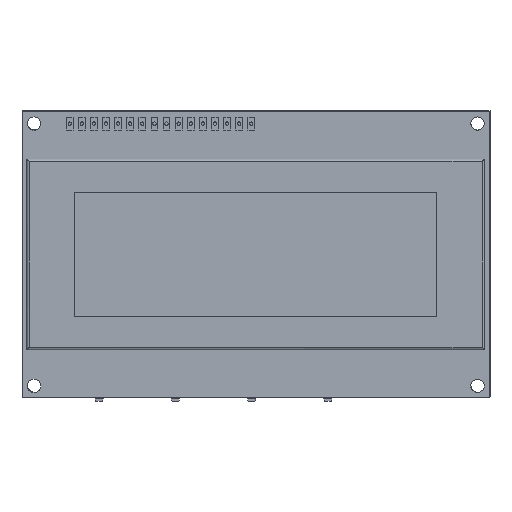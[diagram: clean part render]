
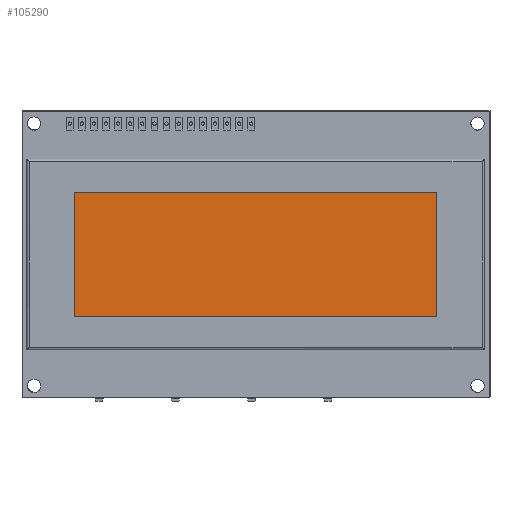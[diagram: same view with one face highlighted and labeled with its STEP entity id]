
A CAD part, top view. The second image highlights one B-rep face of the part: STEP entity #105290.
In plain terms, the highlighted planar face has unit normal (0, 0, 1).
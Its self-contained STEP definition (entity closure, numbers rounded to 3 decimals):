
#105199 = VERTEX_POINT('',#105200);
#105200 = CARTESIAN_POINT('',(-38.166,-13.151,19.8)
  );
#105208 = VERTEX_POINT('',#105209);
#105209 = CARTESIAN_POINT('',(37.834,-13.151,19.8)
  );
#105215 = EDGE_CURVE('',#105199,#105208,#105216,.T.);
#105216 = LINE('',#105217,#105218);
#105217 = CARTESIAN_POINT('',(-38.166,-13.151,19.8)
  );
#105218 = VECTOR('',#105219,1.);
#105219 = DIRECTION('',(1.,0.,0.));
#105232 = VERTEX_POINT('',#105233);
#105233 = CARTESIAN_POINT('',(37.834,12.849,19.8)
  );
#105239 = EDGE_CURVE('',#105208,#105232,#105240,.T.);
#105240 = LINE('',#105241,#105242);
#105241 = CARTESIAN_POINT('',(37.834,-13.151,19.8)
  );
#105242 = VECTOR('',#105243,1.);
#105243 = DIRECTION('',(0.,1.,0.));
#105256 = VERTEX_POINT('',#105257);
#105257 = CARTESIAN_POINT('',(-38.166,12.849,19.8)
  );
#105263 = EDGE_CURVE('',#105232,#105256,#105264,.T.);
#105264 = LINE('',#105265,#105266);
#105265 = CARTESIAN_POINT('',(37.834,12.849,19.8)
  );
#105266 = VECTOR('',#105267,1.);
#105267 = DIRECTION('',(-1.,0.,0.));
#105280 = EDGE_CURVE('',#105256,#105199,#105281,.T.);
#105281 = LINE('',#105282,#105283);
#105282 = CARTESIAN_POINT('',(-38.166,12.849,19.8)
  );
#105283 = VECTOR('',#105284,1.);
#105284 = DIRECTION('',(0.,-1.,0.));
#105290 = ADVANCED_FACE('',(#105291),#105297,.T.);
#105291 = FACE_BOUND('',#105292,.T.);
#105292 = EDGE_LOOP('',(#105293,#105294,#105295,#105296));
#105293 = ORIENTED_EDGE('',*,*,#105239,.T.);
#105294 = ORIENTED_EDGE('',*,*,#105263,.T.);
#105295 = ORIENTED_EDGE('',*,*,#105280,.T.);
#105296 = ORIENTED_EDGE('',*,*,#105215,.T.);
#105297 = PLANE('',#105298);
#105298 = AXIS2_PLACEMENT_3D('',#105299,#105300,#105301);
#105299 = CARTESIAN_POINT('',(-0.166,-0.151,19.8)
  );
#105300 = DIRECTION('',(0.,0.,1.));
#105301 = DIRECTION('',(1.,0.,0.));
